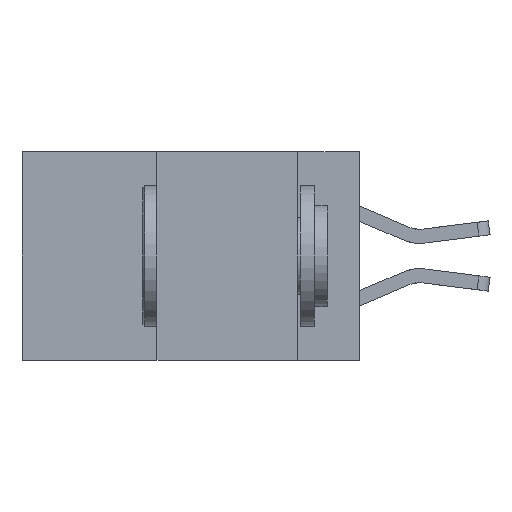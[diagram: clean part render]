
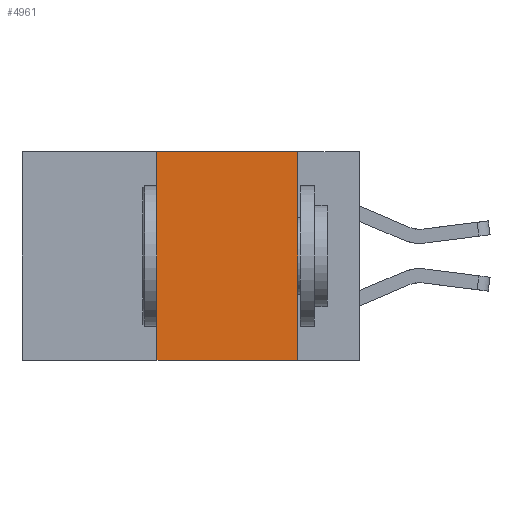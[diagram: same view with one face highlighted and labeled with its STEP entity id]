
A CAD part, left-side view. The second image highlights one B-rep face of the part: STEP entity #4961.
In plain terms, the highlighted planar face has unit normal (-1, 0, 0).
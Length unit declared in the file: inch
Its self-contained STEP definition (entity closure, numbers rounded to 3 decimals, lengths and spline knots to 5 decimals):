
#207 = VERTEX_POINT ( 'NONE', #2552 ) ;
#766 = LINE ( 'NONE', #3684, #9340 ) ;
#1194 = VECTOR ( 'NONE', #6789, 39.37008 ) ;
#1324 = PLANE ( 'NONE',  #1616 ) ;
#1616 = AXIS2_PLACEMENT_3D ( 'NONE', #2867, #8522, #10521 ) ;
#2029 = LINE ( 'NONE', #4955, #1194 ) ;
#2031 = EDGE_CURVE ( 'NONE', #4133, #3312, #2029, .T. ) ;
#2552 = CARTESIAN_POINT ( 'NONE',  ( 0., 0.11, 0. ) ) ;
#2867 = CARTESIAN_POINT ( 'NONE',  ( 0., 0.6, 0. ) ) ;
#2884 = EDGE_LOOP ( 'NONE', ( #8635, #9088, #7331, #3670 ) ) ;
#3133 = FACE_OUTER_BOUND ( 'NONE', #2884, .T. ) ;
#3312 = VERTEX_POINT ( 'NONE', #5901 ) ;
#3578 = DIRECTION ( 'NONE',  ( 0., -1., 0. ) ) ;
#3670 = ORIENTED_EDGE ( 'NONE', *, *, #6232, .T. ) ;
#3684 = CARTESIAN_POINT ( 'NONE',  ( 0., 0.6, 0. ) ) ;
#4133 = VERTEX_POINT ( 'NONE', #6726 ) ;
#4448 = EDGE_CURVE ( 'NONE', #3312, #207, #766, .T. ) ;
#4775 = CARTESIAN_POINT ( 'NONE',  ( 0., 0.6, -0.37 ) ) ;
#4955 = CARTESIAN_POINT ( 'NONE',  ( 0., 0.36, 0. ) ) ;
#4961 = ADVANCED_FACE ( 'NONE', ( #3133 ), #1324, .F. ) ;
#5632 = DIRECTION ( 'NONE',  ( 0., -1., 0. ) ) ;
#5901 = CARTESIAN_POINT ( 'NONE',  ( 0., 0.36, 0. ) ) ;
#5992 = EDGE_CURVE ( 'NONE', #207, #8073, #8632, .T. ) ;
#6176 = VECTOR ( 'NONE', #5632, 39.37008 ) ;
#6232 = EDGE_CURVE ( 'NONE', #4133, #8073, #6442, .T. ) ;
#6442 = LINE ( 'NONE', #4775, #6176 ) ;
#6726 = CARTESIAN_POINT ( 'NONE',  ( 0., 0.36, -0.37 ) ) ;
#6789 = DIRECTION ( 'NONE',  ( 0., 0., 1. ) ) ;
#7331 = ORIENTED_EDGE ( 'NONE', *, *, #2031, .F. ) ;
#7404 = CARTESIAN_POINT ( 'NONE',  ( 0., 0.11, -0.37 ) ) ;
#8073 = VERTEX_POINT ( 'NONE', #7404 ) ;
#8163 = CARTESIAN_POINT ( 'NONE',  ( 0., 0.11, 0. ) ) ;
#8171 = DIRECTION ( 'NONE',  ( 0., 0., -1. ) ) ;
#8522 = DIRECTION ( 'NONE',  ( 1., 0., 0. ) ) ;
#8632 = LINE ( 'NONE', #8163, #10368 ) ;
#8635 = ORIENTED_EDGE ( 'NONE', *, *, #5992, .F. ) ;
#9088 = ORIENTED_EDGE ( 'NONE', *, *, #4448, .F. ) ;
#9340 = VECTOR ( 'NONE', #3578, 39.37008 ) ;
#10368 = VECTOR ( 'NONE', #8171, 39.37008 ) ;
#10521 = DIRECTION ( 'NONE',  ( 0., 0., -1. ) ) ;
